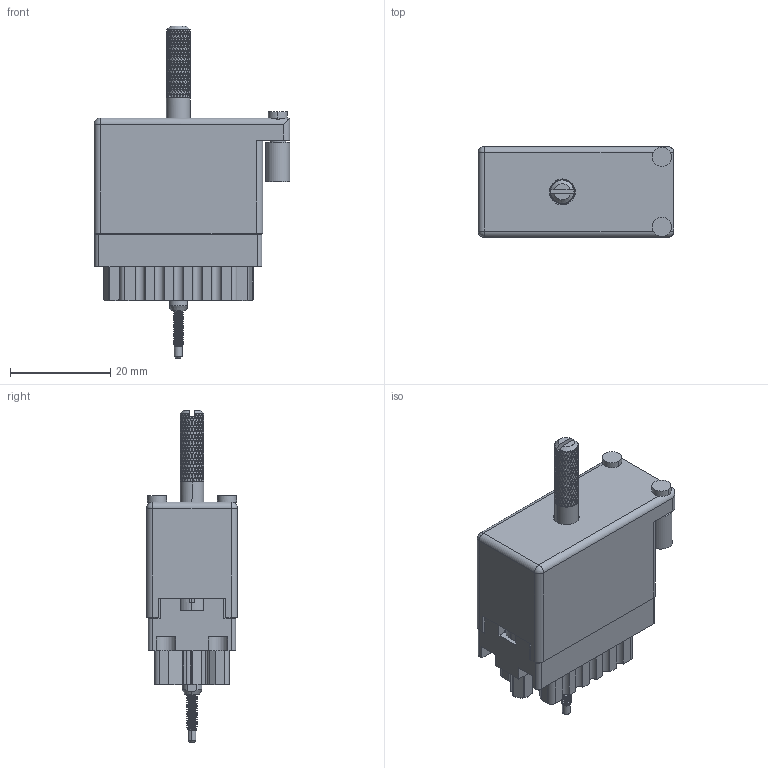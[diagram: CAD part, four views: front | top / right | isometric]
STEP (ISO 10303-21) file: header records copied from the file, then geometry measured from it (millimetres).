
FILE_DESCRIPTION (( 'STEP AP203' ), '1' );
FILE_NAME ('516-020-000-251.STEP', '2020-03-04T16:00:57', ( '' ), ( '' ), 'SwSTEP 2.0', 'SolidWorks 2016', '' );
FILE_SCHEMA (( 'CONFIG_CONTROL_DESIGN' ));
Products named in the file (12): 516-250-021-102; 516-221-020-102_020; 516-020-000-251; 516-251-025-100; 516-252-021-102_020; 516-253-025-100; 516-252-022-102; 516 Part Receptacle_020; 516-230-001_Metal - 020 Side Entry; 516-221-020-102_021; 516-250-020-111; Actuating Screw Assy 020
Assembly tree (12 placements, depth 3):
  516-020-000-251
    516 Part Receptacle_020
    516-230-001_Metal - 020 Side Entry
    516-252-021-102_020  x2
    516-221-020-102_020
    Actuating Screw Assy 020
      516-251-025-100
      516-250-021-102
      516-250-020-111
      516-253-025-100
      516-252-022-102
    516-221-020-102_021
Bounding box: 39.12 x 18.16 x 66.29 mm (x, y, z)
Volume: 9961.2 mm3; surface area: 16252.4 mm2
Topology: 11 solids, 11 shells, 3527 faces, 8001 edges, 4504 vertices
Faces by surface type: bspline 2050, cylinder 846, plane 573, cone 56, sphere 2
Entity records: 190004 total; most frequent: CARTESIAN_POINT 134229, ORIENTED_EDGE 15810, EDGE_CURVE 7905, DIRECTION 6141, VERTEX_POINT 4444, EDGE_LOOP 3581, FACE_OUTER_BOUND 3496, ADVANCED_FACE 3496
